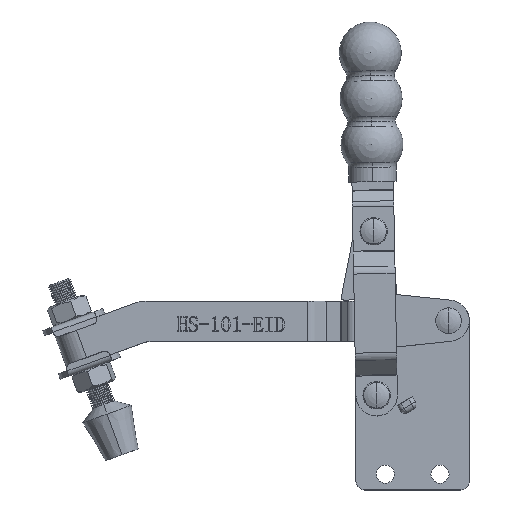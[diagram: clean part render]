
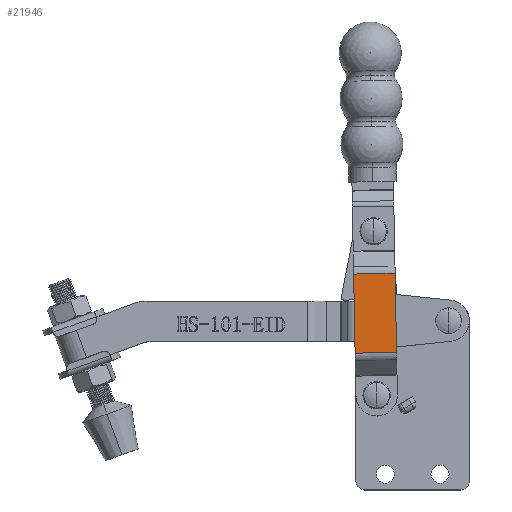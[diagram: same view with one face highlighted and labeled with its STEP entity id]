
A CAD part, top view. The second image highlights one B-rep face of the part: STEP entity #21946.
In plain terms, the highlighted face is planar.
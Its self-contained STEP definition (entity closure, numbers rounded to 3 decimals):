
#6522 = FACE_OUTER_BOUND ( 'NONE', #14044, .T. ) ;
#8311 = EDGE_CURVE ( 'NONE', #13935, #13645, #11801, .T. ) ;
#8330 = EDGE_CURVE ( 'NONE', #13672, #13937, #11761, .T. ) ;
#8342 = EDGE_CURVE ( 'NONE', #13645, #13937, #11735, .T. ) ;
#8343 = EDGE_CURVE ( 'NONE', #13935, #13672, #11733, .T. ) ;
#11730 = VECTOR ( 'NONE', #24222, 1000. ) ;
#11732 = VECTOR ( 'NONE', #24226, 1000. ) ;
#11733 = LINE ( 'NONE', #24224, #11730 ) ;
#11735 = LINE ( 'NONE', #24227, #11732 ) ;
#11754 = VECTOR ( 'NONE', #24310, 1000. ) ;
#11761 = LINE ( 'NONE', #24305, #11754 ) ;
#11797 = VECTOR ( 'NONE', #24435, 1000. ) ;
#11801 = LINE ( 'NONE', #24419, #11797 ) ;
#13645 = VERTEX_POINT ( 'NONE', #17584 ) ;
#13672 = VERTEX_POINT ( 'NONE', #17565 ) ;
#13935 = VERTEX_POINT ( 'NONE', #17454 ) ;
#13937 = VERTEX_POINT ( 'NONE', #17453 ) ;
#14044 = EDGE_LOOP ( 'NONE', ( #29178, #29177, #29176, #29175 ) ) ;
#15727 = DIRECTION ( 'NONE',  ( 0., 1., 0. ) ) ;
#15728 = DIRECTION ( 'NONE',  ( 1., 0., 0. ) ) ;
#15731 = PLANE ( 'NONE',  #28118 ) ;
#15736 = CARTESIAN_POINT ( 'NONE',  ( 9.5, -35.477, 14.4 ) ) ;
#17453 = CARTESIAN_POINT ( 'NONE',  ( 9.5, -64.437, 0. ) ) ;
#17454 = CARTESIAN_POINT ( 'NONE',  ( 9.5, -36.963, 14.4 ) ) ;
#17565 = CARTESIAN_POINT ( 'NONE',  ( 9.5, -36.963, 0. ) ) ;
#17584 = CARTESIAN_POINT ( 'NONE',  ( 9.5, -64.437, 14.4 ) ) ;
#21946 = ADVANCED_FACE ( 'NONE', ( #6522 ), #15731, .T. ) ;
#24222 = DIRECTION ( 'NONE',  ( 0., 0., -1. ) ) ;
#24224 = CARTESIAN_POINT ( 'NONE',  ( 9.5, -36.963, 14.4 ) ) ;
#24226 = DIRECTION ( 'NONE',  ( 0., 0., -1. ) ) ;
#24227 = CARTESIAN_POINT ( 'NONE',  ( 9.5, -64.437, 14.4 ) ) ;
#24305 = CARTESIAN_POINT ( 'NONE',  ( 9.5, -35.477, 0. ) ) ;
#24310 = DIRECTION ( 'NONE',  ( 0., -1., 0. ) ) ;
#24419 = CARTESIAN_POINT ( 'NONE',  ( 9.5, -35.477, 14.4 ) ) ;
#24435 = DIRECTION ( 'NONE',  ( 0., -1., 0. ) ) ;
#28118 = AXIS2_PLACEMENT_3D ( 'NONE', #15736, #15728, #15727 ) ;
#29175 = ORIENTED_EDGE ( 'NONE', *, *, #8342, .T. ) ;
#29176 = ORIENTED_EDGE ( 'NONE', *, *, #8311, .T. ) ;
#29177 = ORIENTED_EDGE ( 'NONE', *, *, #8343, .F. ) ;
#29178 = ORIENTED_EDGE ( 'NONE', *, *, #8330, .F. ) ;
